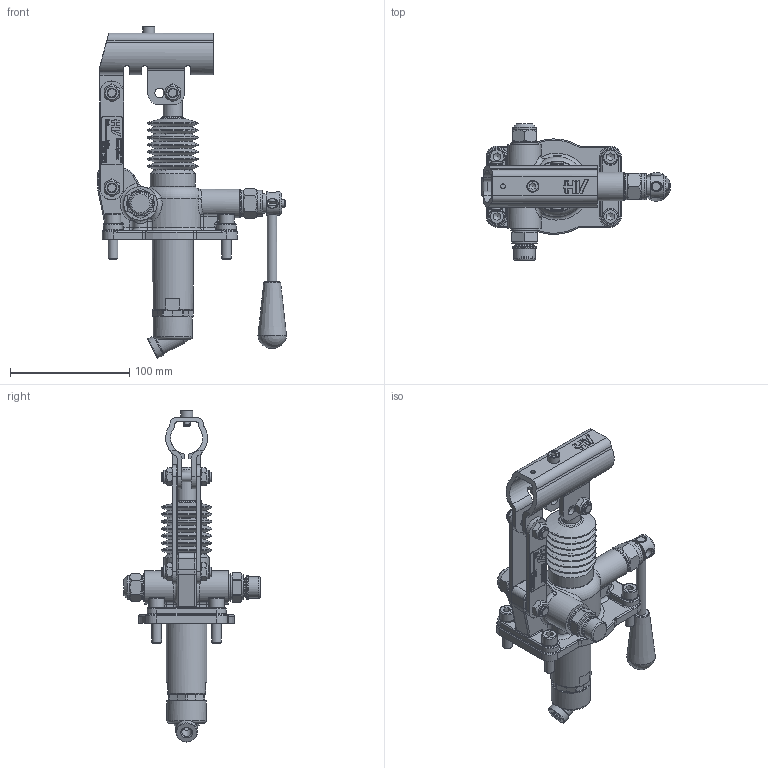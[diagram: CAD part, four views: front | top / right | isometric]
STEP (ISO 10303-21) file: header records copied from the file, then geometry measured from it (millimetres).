
FILE_DESCRIPTION((''),'2;1');
FILE_NAME('PM 25 byB-L-s (HV) STEP.stp','2014-08-04T16:10:29',('Christian'),(''),'Autodesk Inventor 2013','Autodesk Inventor 2013','');
FILE_SCHEMA(('AUTOMOTIVE_DESIGN { 1 0 10303 214 1 1 1 1 }'));
Length unit declared in the file: millimetre
Products named in the file (1): 6051.0123.00.50 Derivazione 2
Bounding box: 158.19 x 114 x 277.85 mm (x, y, z)
Volume: 1369.2 mm3; surface area: 146471.7 mm2
Topology: 14 solids, 15 shells, 1490 faces, 3704 edges, 2320 vertices
Faces by surface type: plane 682, cylinder 325, bspline 192, cone 153, torus 122, sphere 16
Full cylindrical faces by diameter (mm): 4 x2, 4.917 x1, 5 x2, 6 x2, 7.5 x1, 8 x30, 8.5 x4, 9 x1, 10 x2, 10.5 x1, 11.05 x6, 12 x4, 13 x4, 14 x4, 14.95 x1, 16 x3, 16.6 x2, 17 x2, 18 x3, 20 x4, 21 x3, 21.8 x2, 22 x1, 23 x3, 24 x1, 25 x1, 28 x1, 30 x1, 33 x1, 34 x1
Entity records: 46572 total; most frequent: CARTESIAN_POINT 12251, ORIENTED_EDGE 6766, DIRECTION 6296, EDGE_CURVE 3383, AXIS2_PLACEMENT_3D 2269, VERTEX_POINT 2243, EDGE_LOOP 1878, VECTOR 1758
